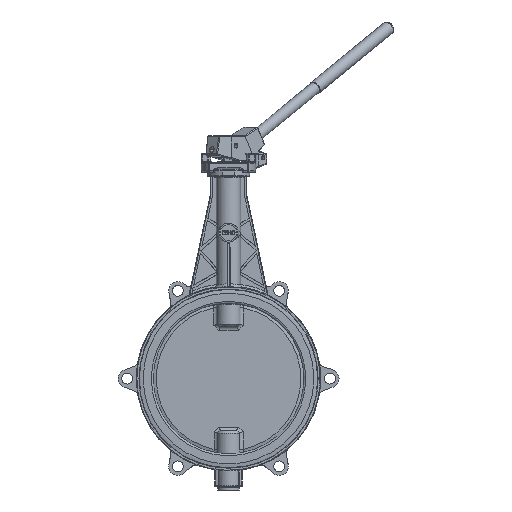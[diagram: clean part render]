
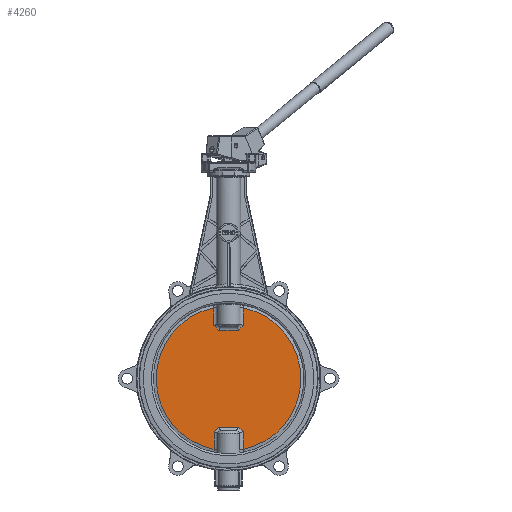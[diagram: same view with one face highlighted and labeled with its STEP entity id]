
A CAD part, front view. The second image highlights one B-rep face of the part: STEP entity #4260.
In plain terms, the highlighted planar face has unit normal (0, -1, 0).
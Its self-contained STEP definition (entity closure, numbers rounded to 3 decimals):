
#1848=CARTESIAN_POINT('',(24.393,-3.0,116.984));
#1849=VERTEX_POINT('',#1848);
#1857=CARTESIAN_POINT('',(24.,-3.0,-117.065));
#1858=VERTEX_POINT('',#1857);
#1859=CARTESIAN_POINT('',(0.,-3.,0.));
#1860=DIRECTION('',(0.0,1.0,0.0));
#1861=DIRECTION('',(0.0,0.0,-1.0));
#1862=AXIS2_PLACEMENT_3D('',#1859,#1860,#1861);
#1863=CIRCLE('',#1862,119.5);
#1864=EDGE_CURVE('',#1849,#1858,#1863,.T.);
#2696=CARTESIAN_POINT('',(-24.0,-3.,-117.065));
#2697=VERTEX_POINT('',#2696);
#2705=CARTESIAN_POINT('',(-24.393,-3.,116.984));
#2706=VERTEX_POINT('',#2705);
#2707=CARTESIAN_POINT('',(0.,-3.,0.));
#2708=DIRECTION('',(0.0,1.0,0.0));
#2709=DIRECTION('',(0.0,0.0,-1.0));
#2710=AXIS2_PLACEMENT_3D('',#2707,#2708,#2709);
#2711=CIRCLE('',#2710,119.5);
#2712=EDGE_CURVE('',#2697,#2706,#2711,.T.);
#2859=CARTESIAN_POINT('',(24.,-3.,-87.515));
#2860=VERTEX_POINT('',#2859);
#2861=CARTESIAN_POINT('',(24.,-3.0,-117.065));
#2862=DIRECTION('',(0.0,0.0,1.0));
#2863=VECTOR('',#2862,29.55);
#2864=LINE('',#2861,#2863);
#2865=EDGE_CURVE('',#1858,#2860,#2864,.T.);
#2941=CARTESIAN_POINT('',(15.547,-3.,-80.));
#2942=VERTEX_POINT('',#2941);
#2943=CARTESIAN_POINT('',(24.,-3.,-87.515));
#2944=CARTESIAN_POINT('',(23.211,-3.,-86.786));
#2945=CARTESIAN_POINT('',(22.022,-3.,-85.697));
#2946=CARTESIAN_POINT('',(19.232,-3.,-83.177));
#2947=CARTESIAN_POINT('',(17.2,-3.,-81.39));
#2948=CARTESIAN_POINT('',(15.547,-3.,-80.));
#2949=B_SPLINE_CURVE_WITH_KNOTS('',3,(#2943,#2944,#2945,#2946,#2947,#2948),.UNSPECIFIED.,.F.,.U.,(4,1,1,4),(4.624,4.946,5.107,5.752),.UNSPECIFIED.);
#2950=EDGE_CURVE('',#2860,#2942,#2949,.T.);
#3011=CARTESIAN_POINT('',(-15.547,-3.,-80.0));
#3012=VERTEX_POINT('',#3011);
#3013=CARTESIAN_POINT('',(15.547,-3.,-80.));
#3014=DIRECTION('',(-1.0,0.0,0.0));
#3015=VECTOR('',#3014,31.094);
#3016=LINE('',#3013,#3015);
#3017=EDGE_CURVE('',#2942,#3012,#3016,.T.);
#3095=CARTESIAN_POINT('',(-24.,-3.,-87.515));
#3096=VERTEX_POINT('',#3095);
#3097=CARTESIAN_POINT('',(-15.547,-3.,-80.));
#3098=CARTESIAN_POINT('',(-16.791,-3.,-81.047));
#3099=CARTESIAN_POINT('',(-18.842,-3.,-82.831));
#3100=CARTESIAN_POINT('',(-21.634,-3.,-85.341));
#3101=CARTESIAN_POINT('',(-23.213,-3.,-86.788));
#3102=CARTESIAN_POINT('',(-24.,-3.,-87.515));
#3103=B_SPLINE_CURVE_WITH_KNOTS('',3,(#3097,#3098,#3099,#3100,#3101,#3102),.UNSPECIFIED.,.F.,.U.,(4,1,1,4),(9.35,9.832,10.154,10.475),.UNSPECIFIED.);
#3104=EDGE_CURVE('',#3012,#3096,#3103,.T.);
#3151=CARTESIAN_POINT('',(-24.,-3.,-87.515));
#3152=DIRECTION('',(0.0,0.0,-1.0));
#3153=VECTOR('',#3152,29.55);
#3154=LINE('',#3151,#3153);
#3155=EDGE_CURVE('',#3096,#2697,#3154,.T.);
#3884=CARTESIAN_POINT('',(-24.393,-3.,87.515));
#3885=VERTEX_POINT('',#3884);
#3886=CARTESIAN_POINT('',(-24.393,-3.,116.984));
#3887=DIRECTION('',(0.0,0.0,-1.0));
#3888=VECTOR('',#3887,29.469);
#3889=LINE('',#3886,#3888);
#3890=EDGE_CURVE('',#2706,#3885,#3889,.T.);
#3968=CARTESIAN_POINT('',(-16.146,-3.,80.0));
#3969=VERTEX_POINT('',#3968);
#3970=CARTESIAN_POINT('',(-24.393,-3.,87.515));
#3971=CARTESIAN_POINT('',(-23.62,-3.,86.79));
#3972=CARTESIAN_POINT('',(-22.458,-3.,85.706));
#3973=CARTESIAN_POINT('',(-19.736,-3.,83.195));
#3974=CARTESIAN_POINT('',(-17.754,-3.,81.404));
#3975=CARTESIAN_POINT('',(-16.146,-3.,80.));
#3976=B_SPLINE_CURVE_WITH_KNOTS('',3,(#3970,#3971,#3972,#3973,#3974,#3975),.UNSPECIFIED.,.F.,.U.,(4,1,1,4),(4.603,4.921,5.08,5.715),.UNSPECIFIED.);
#3977=EDGE_CURVE('',#3885,#3969,#3976,.T.);
#4038=CARTESIAN_POINT('',(16.146,-3.,80.));
#4039=VERTEX_POINT('',#4038);
#4040=CARTESIAN_POINT('',(-16.146,-3.,80.0));
#4041=DIRECTION('',(1.0,0.0,0.0));
#4042=VECTOR('',#4041,32.293);
#4043=LINE('',#4040,#4042);
#4044=EDGE_CURVE('',#3969,#4039,#4043,.T.);
#4122=CARTESIAN_POINT('',(24.393,-3.,87.515));
#4123=VERTEX_POINT('',#4122);
#4124=CARTESIAN_POINT('',(16.146,-3.,80.));
#4125=CARTESIAN_POINT('',(17.356,-3.,81.057));
#4126=CARTESIAN_POINT('',(19.354,-3.,82.847));
#4127=CARTESIAN_POINT('',(22.077,-3.,85.351));
#4128=CARTESIAN_POINT('',(23.622,-3.,86.792));
#4129=CARTESIAN_POINT('',(24.393,-3.,87.515));
#4130=B_SPLINE_CURVE_WITH_KNOTS('',3,(#4124,#4125,#4126,#4127,#4128,#4129),.UNSPECIFIED.,.F.,.U.,(4,1,1,4),(9.522,9.997,10.314,10.631),.UNSPECIFIED.);
#4131=EDGE_CURVE('',#4039,#4123,#4130,.T.);
#4180=CARTESIAN_POINT('',(24.393,-3.,87.515));
#4181=DIRECTION('',(0.0,0.0,1.0));
#4182=VECTOR('',#4181,29.469);
#4183=LINE('',#4180,#4182);
#4184=EDGE_CURVE('',#4123,#1849,#4183,.T.);
#4241=CARTESIAN_POINT('',(0.,-3.,-59.75));
#4242=DIRECTION('',(0.0,-1.0,0.0));
#4243=DIRECTION('',(-1.0,0.0,0.0));
#4244=AXIS2_PLACEMENT_3D('',#4241,#4242,#4243);
#4245=PLANE('',#4244);
#4246=ORIENTED_EDGE('',*,*,#2865,.F.);
#4247=ORIENTED_EDGE('',*,*,#1864,.F.);
#4248=ORIENTED_EDGE('',*,*,#4184,.F.);
#4249=ORIENTED_EDGE('',*,*,#4131,.F.);
#4250=ORIENTED_EDGE('',*,*,#4044,.F.);
#4251=ORIENTED_EDGE('',*,*,#3977,.F.);
#4252=ORIENTED_EDGE('',*,*,#3890,.F.);
#4253=ORIENTED_EDGE('',*,*,#2712,.F.);
#4254=ORIENTED_EDGE('',*,*,#3155,.F.);
#4255=ORIENTED_EDGE('',*,*,#3104,.F.);
#4256=ORIENTED_EDGE('',*,*,#3017,.F.);
#4257=ORIENTED_EDGE('',*,*,#2950,.F.);
#4258=EDGE_LOOP('',(#4246,#4247,#4248,#4249,#4250,#4251,#4252,#4253,#4254,#4255,#4256,#4257));
#4259=FACE_OUTER_BOUND('',#4258,.T.);
#4260=ADVANCED_FACE('',(#4259),#4245,.T.);
